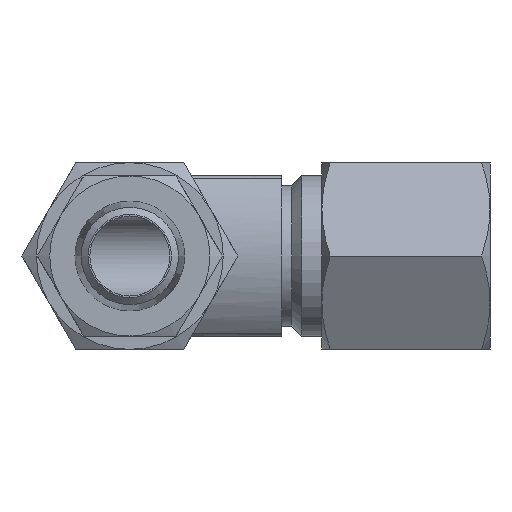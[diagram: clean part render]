
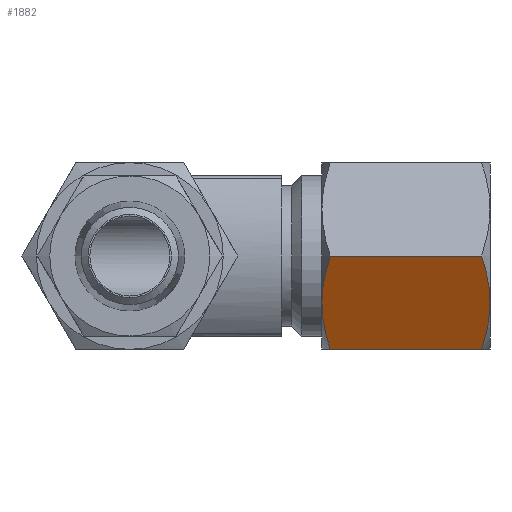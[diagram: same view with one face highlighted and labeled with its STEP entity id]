
A CAD part, front view. The second image highlights one B-rep face of the part: STEP entity #1882.
In plain terms, the highlighted planar face has unit normal (0, -0.866, -0.5).
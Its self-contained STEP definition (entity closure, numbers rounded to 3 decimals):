
#199=CARTESIAN_POINT('',(27.0,36.438,-3.5));
#200=VERTEX_POINT('',#199);
#1294=CARTESIAN_POINT('',(26.375,38.459,-7.0));
#1295=VERTEX_POINT('',#1294);
#1296=CARTESIAN_POINT('',(26.375,38.459,-7.0));
#1297=CARTESIAN_POINT('',(27.,37.376,-5.124));
#1298=CARTESIAN_POINT('',(27.,36.438,-3.5));
#1306=(BOUNDED_CURVE()B_SPLINE_CURVE(2,(#1296,#1297,#1298),.UNSPECIFIED.,.F.,.U.)B_SPLINE_CURVE_WITH_KNOTS((3,3),(0.662,1.18),.UNSPECIFIED.)CURVE()GEOMETRIC_REPRESENTATION_ITEM()RATIONAL_B_SPLINE_CURVE((1.099,1.088,1.0))REPRESENTATION_ITEM(''));
#1307=EDGE_CURVE('',#1295,#200,#1306,.T.);
#1331=CARTESIAN_POINT('',(26.375,34.417,0.));
#1332=VERTEX_POINT('',#1331);
#1346=CARTESIAN_POINT('',(27.,36.438,-3.5));
#1347=CARTESIAN_POINT('',(27.,35.5,-1.876));
#1348=CARTESIAN_POINT('',(26.375,34.417,0.));
#1356=(BOUNDED_CURVE()B_SPLINE_CURVE(2,(#1346,#1347,#1348),.UNSPECIFIED.,.F.,.U.)B_SPLINE_CURVE_WITH_KNOTS((3,3),(1.18,1.698),.UNSPECIFIED.)CURVE()GEOMETRIC_REPRESENTATION_ITEM()RATIONAL_B_SPLINE_CURVE((1.0,1.088,1.099))REPRESENTATION_ITEM(''));
#1357=EDGE_CURVE('',#200,#1332,#1356,.T.);
#1616=CARTESIAN_POINT('',(15.025,34.417,0.));
#1617=VERTEX_POINT('',#1616);
#1618=CARTESIAN_POINT('',(14.4,36.438,-3.5));
#1619=VERTEX_POINT('',#1618);
#1620=CARTESIAN_POINT('',(15.025,34.417,0.));
#1621=CARTESIAN_POINT('',(14.4,35.5,-1.876));
#1622=CARTESIAN_POINT('',(14.4,36.438,-3.5));
#1630=(BOUNDED_CURVE()B_SPLINE_CURVE(2,(#1620,#1621,#1622),.UNSPECIFIED.,.F.,.U.)B_SPLINE_CURVE_WITH_KNOTS((3,3),(0.618,1.128),.UNSPECIFIED.)CURVE()GEOMETRIC_REPRESENTATION_ITEM()RATIONAL_B_SPLINE_CURVE((1.094,1.085,1.0))REPRESENTATION_ITEM(''));
#1631=EDGE_CURVE('',#1617,#1619,#1630,.T.);
#1661=CARTESIAN_POINT('',(15.025,38.459,-7.0));
#1662=VERTEX_POINT('',#1661);
#1663=CARTESIAN_POINT('',(14.4,36.438,-3.5));
#1664=CARTESIAN_POINT('',(14.4,37.376,-5.124));
#1665=CARTESIAN_POINT('',(15.025,38.459,-7.0));
#1673=(BOUNDED_CURVE()B_SPLINE_CURVE(2,(#1663,#1664,#1665),.UNSPECIFIED.,.F.,.U.)B_SPLINE_CURVE_WITH_KNOTS((3,3),(1.128,1.638),.UNSPECIFIED.)CURVE()GEOMETRIC_REPRESENTATION_ITEM()RATIONAL_B_SPLINE_CURVE((1.0,1.085,1.094))REPRESENTATION_ITEM(''));
#1674=EDGE_CURVE('',#1619,#1662,#1673,.T.);
#1759=CARTESIAN_POINT('',(15.025,34.417,0.));
#1760=DIRECTION('',(1.0,0.0,0.0));
#1761=VECTOR('',#1760,11.35);
#1762=LINE('',#1759,#1761);
#1763=EDGE_CURVE('',#1617,#1332,#1762,.T.);
#1856=CARTESIAN_POINT('',(15.025,38.459,-7.0));
#1857=DIRECTION('',(1.0,0.0,0.0));
#1858=VECTOR('',#1857,11.35);
#1859=LINE('',#1856,#1858);
#1860=EDGE_CURVE('',#1662,#1295,#1859,.T.);
#1869=CARTESIAN_POINT('',(14.4,38.459,-7.0));
#1870=DIRECTION('',(0.0,-0.866,-0.5));
#1871=DIRECTION('',(-1.0,0.0,0.0));
#1872=AXIS2_PLACEMENT_3D('',#1869,#1870,#1871);
#1873=PLANE('',#1872);
#1874=ORIENTED_EDGE('',*,*,#1357,.T.);
#1875=ORIENTED_EDGE('',*,*,#1763,.F.);
#1876=ORIENTED_EDGE('',*,*,#1631,.T.);
#1877=ORIENTED_EDGE('',*,*,#1674,.T.);
#1878=ORIENTED_EDGE('',*,*,#1860,.T.);
#1879=ORIENTED_EDGE('',*,*,#1307,.T.);
#1880=EDGE_LOOP('',(#1874,#1875,#1876,#1877,#1878,#1879));
#1881=FACE_OUTER_BOUND('',#1880,.T.);
#1882=ADVANCED_FACE('',(#1881),#1873,.T.);
